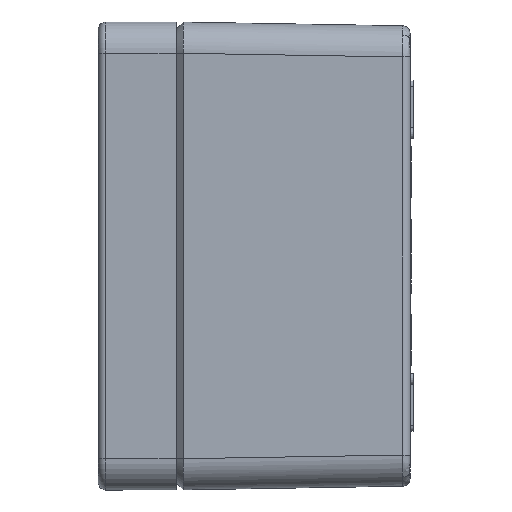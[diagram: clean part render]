
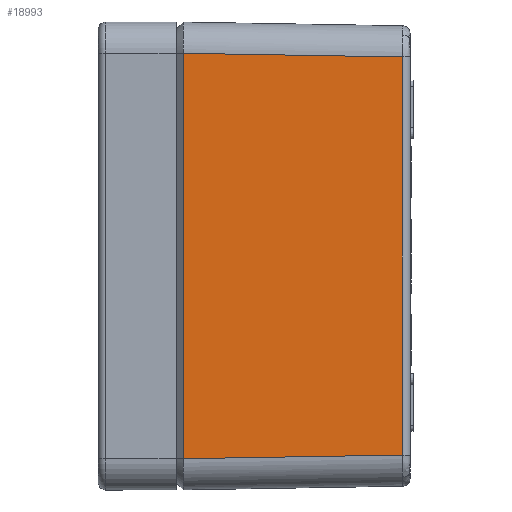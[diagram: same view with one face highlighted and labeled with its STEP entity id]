
A CAD part, left-side view. The second image highlights one B-rep face of the part: STEP entity #18993.
In plain terms, the highlighted planar face has unit normal (-1, -0.017, 0).
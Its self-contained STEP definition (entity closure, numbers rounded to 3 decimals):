
#1559=LINE('',#32545,#3164);
#1560=LINE('',#32555,#3165);
#1561=LINE('',#32557,#3166);
#1562=LINE('',#32558,#3167);
#3164=VECTOR('',#22827,1000.);
#3165=VECTOR('',#22830,1000.);
#3166=VECTOR('',#22831,1000.);
#3167=VECTOR('',#22832,1000.);
#4443=PLANE('',#20453);
#5341=FACE_OUTER_BOUND('',#6660,.T.);
#6660=EDGE_LOOP('',(#14175,#14176,#14177,#14178));
#8535=VERTEX_POINT('',#27350);
#9111=VERTEX_POINT('',#32531);
#9112=VERTEX_POINT('',#32554);
#9113=VERTEX_POINT('',#32556);
#11067=EDGE_CURVE('',#8535,#9111,#1559,.T.);
#11069=EDGE_CURVE('',#9111,#9112,#1560,.T.);
#11070=EDGE_CURVE('',#9112,#9113,#1561,.T.);
#11071=EDGE_CURVE('',#9113,#8535,#1562,.T.);
#14175=ORIENTED_EDGE('',*,*,#11067,.T.);
#14176=ORIENTED_EDGE('',*,*,#11069,.T.);
#14177=ORIENTED_EDGE('',*,*,#11070,.T.);
#14178=ORIENTED_EDGE('',*,*,#11071,.T.);
#18993=ADVANCED_FACE('',(#5341),#4443,.T.);
#20453=AXIS2_PLACEMENT_3D('',#32553,#22828,#22829);
#22827=DIRECTION('',(-0.017,1.,0.017));
#22828=DIRECTION('center_axis',(-1.,-0.017,
0.));
#22829=DIRECTION('ref_axis',(0.017,-1.,0.));
#22830=DIRECTION('',(0.,0.,-1.));
#22831=DIRECTION('',(0.017,-1.,0.017));
#22832=DIRECTION('',(0.,0.,1.));
#27350=CARTESIAN_POINT('',(-109.033,-58.033,51.034));
#32531=CARTESIAN_POINT('',(-109.97,-1.8,51.971));
#32545=CARTESIAN_POINT('',(-109.969,-1.866,51.97));
#32553=CARTESIAN_POINT('Origin',(-110.,0.,-60.));
#32554=CARTESIAN_POINT('',(-109.97,-1.8,-51.971));
#32555=CARTESIAN_POINT('',(-109.97,-1.8,-60.));
#32556=CARTESIAN_POINT('',(-109.033,-58.033,-51.034));
#32557=CARTESIAN_POINT('',(-110.002,0.133,-52.003));
#32558=CARTESIAN_POINT('',(-109.033,-58.033,51.001));
